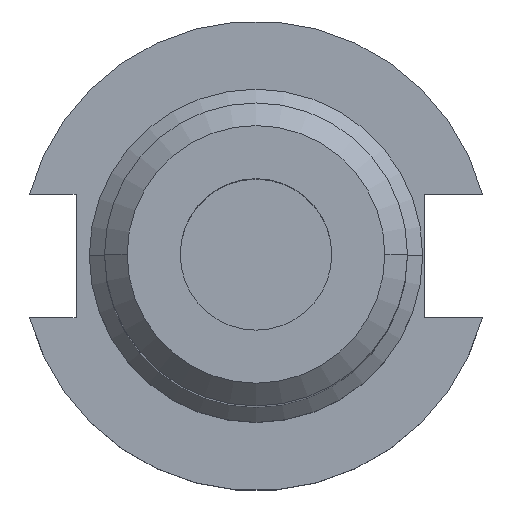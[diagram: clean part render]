
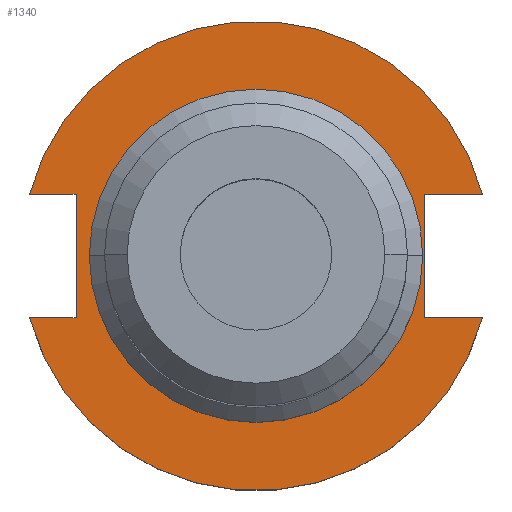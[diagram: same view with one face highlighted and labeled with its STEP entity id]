
A CAD part, top view. The second image highlights one B-rep face of the part: STEP entity #1340.
In plain terms, the highlighted planar face has unit normal (0, 0, 1).
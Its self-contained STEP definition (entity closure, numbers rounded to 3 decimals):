
#5 = VECTOR ( 'NONE', #748, 1000. ) ;
#12 = VERTEX_POINT ( 'NONE', #313 ) ;
#18 = CIRCLE ( 'NONE', #1028, 34.925 ) ;
#68 = ORIENTED_EDGE ( 'NONE', *, *, #1179, .T. ) ;
#77 = FACE_BOUND ( 'NONE', #1289, .T. ) ;
#95 = CARTESIAN_POINT ( 'NONE',  ( 35.306, 12.954, 19.05 ) ) ;
#100 = PLANE ( 'NONE',  #1208 ) ;
#104 = LINE ( 'NONE', #228, #1390 ) ;
#111 = CARTESIAN_POINT ( 'NONE',  ( 0., 49.212, 19.05 ) ) ;
#116 = FACE_OUTER_BOUND ( 'NONE', #436, .T. ) ;
#125 = ORIENTED_EDGE ( 'NONE', *, *, #288, .F. ) ;
#210 = EDGE_CURVE ( 'NONE', #802, #12, #885, .T. ) ;
#228 = CARTESIAN_POINT ( 'NONE',  ( 35.306, -12.954, 19.05 ) ) ;
#244 = LINE ( 'NONE', #1638, #1044 ) ;
#282 = CARTESIAN_POINT ( 'NONE',  ( -34.925, 0., 19.05 ) ) ;
#288 = EDGE_CURVE ( 'NONE', #1064, #598, #414, .T. ) ;
#290 = ORIENTED_EDGE ( 'NONE', *, *, #1114, .F. ) ;
#313 = CARTESIAN_POINT ( 'NONE',  ( 35.306, -12.954, 19.05 ) ) ;
#325 = DIRECTION ( 'NONE',  ( 0., 0., 1. ) ) ;
#345 = VECTOR ( 'NONE', #395, 1000. ) ;
#395 = DIRECTION ( 'NONE',  ( -1., 0., 0. ) ) ;
#408 = VERTEX_POINT ( 'NONE', #1188 ) ;
#414 = LINE ( 'NONE', #456, #5 ) ;
#436 = EDGE_LOOP ( 'NONE', ( #68, #1105, #516, #290, #950, #1043, #1126, #125 ) ) ;
#451 = DIRECTION ( 'NONE',  ( 0., 0., 1. ) ) ;
#456 = CARTESIAN_POINT ( 'NONE',  ( -63.719, -12.954, 19.05 ) ) ;
#458 = VERTEX_POINT ( 'NONE', #282 ) ;
#489 = CARTESIAN_POINT ( 'NONE',  ( -37.719, -12.954, 19.05 ) ) ;
#503 = CARTESIAN_POINT ( 'NONE',  ( 0., 0., 19.05 ) ) ;
#516 = ORIENTED_EDGE ( 'NONE', *, *, #210, .F. ) ;
#524 = CARTESIAN_POINT ( 'NONE',  ( 35.306, 12.954, 19.05 ) ) ;
#550 = CARTESIAN_POINT ( 'NONE',  ( -47.477, -12.954, 19.05 ) ) ;
#583 = CARTESIAN_POINT ( 'NONE',  ( 0., 0., 19.05 ) ) ;
#598 = VERTEX_POINT ( 'NONE', #489 ) ;
#607 = CIRCLE ( 'NONE', #1432, 34.925 ) ;
#610 = CARTESIAN_POINT ( 'NONE',  ( 47.477, -12.954, 19.05 ) ) ;
#628 = CARTESIAN_POINT ( 'NONE',  ( 0., 0., 19.05 ) ) ;
#651 = CARTESIAN_POINT ( 'NONE',  ( 47.477, 12.954, 19.05 ) ) ;
#712 = CIRCLE ( 'NONE', #1303, 49.212 ) ;
#748 = DIRECTION ( 'NONE',  ( 1., 0., 0. ) ) ;
#766 = DIRECTION ( 'NONE',  ( 0., 0., 1. ) ) ;
#775 = EDGE_CURVE ( 'NONE', #1369, #408, #1031, .T. ) ;
#778 = DIRECTION ( 'NONE',  ( 1., 0., 0. ) ) ;
#802 = VERTEX_POINT ( 'NONE', #524 ) ;
#859 = DIRECTION ( 'NONE',  ( 1., 0., 0. ) ) ;
#885 = LINE ( 'NONE', #95, #1209 ) ;
#944 = DIRECTION ( 'NONE',  ( 1., 0., 0. ) ) ;
#950 = ORIENTED_EDGE ( 'NONE', *, *, #1368, .T. ) ;
#965 = DIRECTION ( 'NONE',  ( 1., 0., 0. ) ) ;
#994 = DIRECTION ( 'NONE',  ( 0., 0., 1. ) ) ;
#1011 = EDGE_CURVE ( 'NONE', #12, #1277, #104, .T. ) ;
#1022 = DIRECTION ( 'NONE',  ( 1., 0., 0. ) ) ;
#1028 = AXIS2_PLACEMENT_3D ( 'NONE', #1073, #325, #965 ) ;
#1031 = LINE ( 'NONE', #1536, #345 ) ;
#1037 = VECTOR ( 'NONE', #1602, 1000. ) ;
#1043 = ORIENTED_EDGE ( 'NONE', *, *, #775, .F. ) ;
#1044 = VECTOR ( 'NONE', #1472, 1000. ) ;
#1064 = VERTEX_POINT ( 'NONE', #550 ) ;
#1073 = CARTESIAN_POINT ( 'NONE',  ( 0., 0., 19.05 ) ) ;
#1105 = ORIENTED_EDGE ( 'NONE', *, *, #1011, .F. ) ;
#1114 = EDGE_CURVE ( 'NONE', #1559, #802, #244, .T. ) ;
#1126 = ORIENTED_EDGE ( 'NONE', *, *, #1499, .F. ) ;
#1177 = ORIENTED_EDGE ( 'NONE', *, *, #1507, .F. ) ;
#1179 = EDGE_CURVE ( 'NONE', #1064, #1277, #1291, .T. ) ;
#1188 = CARTESIAN_POINT ( 'NONE',  ( -47.477, 12.954, 19.05 ) ) ;
#1189 = ORIENTED_EDGE ( 'NONE', *, *, #1196, .F. ) ;
#1196 = EDGE_CURVE ( 'NONE', #458, #1234, #607, .T. ) ;
#1208 = AXIS2_PLACEMENT_3D ( 'NONE', #111, #994, #1022 ) ;
#1209 = VECTOR ( 'NONE', #1372, 1000. ) ;
#1234 = VERTEX_POINT ( 'NONE', #1481 ) ;
#1277 = VERTEX_POINT ( 'NONE', #610 ) ;
#1289 = EDGE_LOOP ( 'NONE', ( #1177, #1189 ) ) ;
#1291 = CIRCLE ( 'NONE', #1334, 49.212 ) ;
#1303 = AXIS2_PLACEMENT_3D ( 'NONE', #628, #766, #778 ) ;
#1334 = AXIS2_PLACEMENT_3D ( 'NONE', #503, #1358, #944 ) ;
#1340 = ADVANCED_FACE ( 'NONE', ( #77, #116 ), #100, .T. ) ;
#1358 = DIRECTION ( 'NONE',  ( 0., 0., 1. ) ) ;
#1368 = EDGE_CURVE ( 'NONE', #1559, #408, #712, .T. ) ;
#1369 = VERTEX_POINT ( 'NONE', #1528 ) ;
#1372 = DIRECTION ( 'NONE',  ( 0., -1., 0. ) ) ;
#1373 = LINE ( 'NONE', #1465, #1037 ) ;
#1390 = VECTOR ( 'NONE', #859, 1000. ) ;
#1432 = AXIS2_PLACEMENT_3D ( 'NONE', #583, #451, #1514 ) ;
#1465 = CARTESIAN_POINT ( 'NONE',  ( -37.719, 12.954, 19.05 ) ) ;
#1472 = DIRECTION ( 'NONE',  ( -1., 0., 0. ) ) ;
#1481 = CARTESIAN_POINT ( 'NONE',  ( 34.925, 0., 19.05 ) ) ;
#1499 = EDGE_CURVE ( 'NONE', #598, #1369, #1373, .T. ) ;
#1507 = EDGE_CURVE ( 'NONE', #1234, #458, #18, .T. ) ;
#1514 = DIRECTION ( 'NONE',  ( 1., 0., 0. ) ) ;
#1528 = CARTESIAN_POINT ( 'NONE',  ( -37.719, 12.954, 19.05 ) ) ;
#1536 = CARTESIAN_POINT ( 'NONE',  ( -63.719, 12.954, 19.05 ) ) ;
#1559 = VERTEX_POINT ( 'NONE', #651 ) ;
#1602 = DIRECTION ( 'NONE',  ( 0., 1., 0. ) ) ;
#1638 = CARTESIAN_POINT ( 'NONE',  ( 35.306, 12.954, 19.05 ) ) ;
